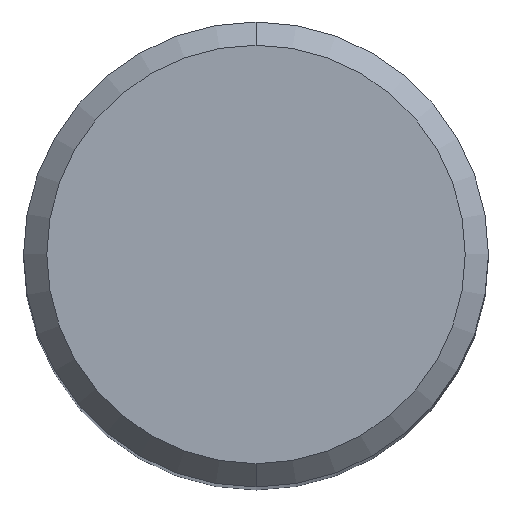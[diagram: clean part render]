
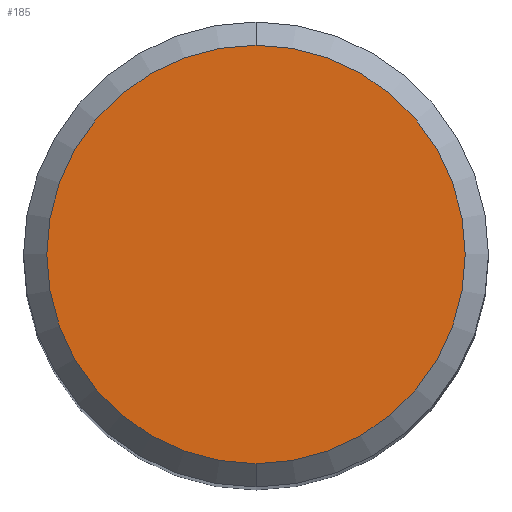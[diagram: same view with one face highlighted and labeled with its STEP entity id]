
A CAD part, top view. The second image highlights one B-rep face of the part: STEP entity #185.
In plain terms, the highlighted planar face has unit normal (0, 0, 1).
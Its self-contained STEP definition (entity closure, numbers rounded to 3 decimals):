
#185=ADVANCED_FACE('',(#494),#495,.T.);
#239=EDGE_CURVE('',#413,#367,#556,.T.);
#367=VERTEX_POINT('',#695);
#413=VERTEX_POINT('',#747);
#427=EDGE_CURVE('',#367,#413,#762,.T.);
#494=FACE_OUTER_BOUND('',#825,.T.);
#495=PLANE('',#826);
#556=CIRCLE('',#962,5.4);
#695=CARTESIAN_POINT('',(0.,-5.4,0.0));
#747=CARTESIAN_POINT('',(0.0,5.4,0.0));
#762=CIRCLE('',#1386,5.4);
#825=EDGE_LOOP('',(#1526,#1527));
#826=AXIS2_PLACEMENT_3D('',#1528,#1529,#1530);
#962=AXIS2_PLACEMENT_3D('',#1607,#1608,#1609);
#1386=AXIS2_PLACEMENT_3D('',#1836,#1837,#1838);
#1526=ORIENTED_EDGE('',*,*,#239,.F.);
#1527=ORIENTED_EDGE('',*,*,#427,.F.);
#1528=CARTESIAN_POINT('',(0.0,2.7,0.0));
#1529=DIRECTION('',(-0.0,0.0,1.0));
#1530=DIRECTION('',(0.0,-1.0,0.0));
#1607=CARTESIAN_POINT('',(0.0,0.0,0.0));
#1608=DIRECTION('',(0.0,0.0,-1.0));
#1609=DIRECTION('',(0.0,1.0,0.0));
#1836=CARTESIAN_POINT('',(0.0,0.0,0.0));
#1837=DIRECTION('',(0.0,0.0,-1.0));
#1838=DIRECTION('',(0.0,1.0,0.0));
